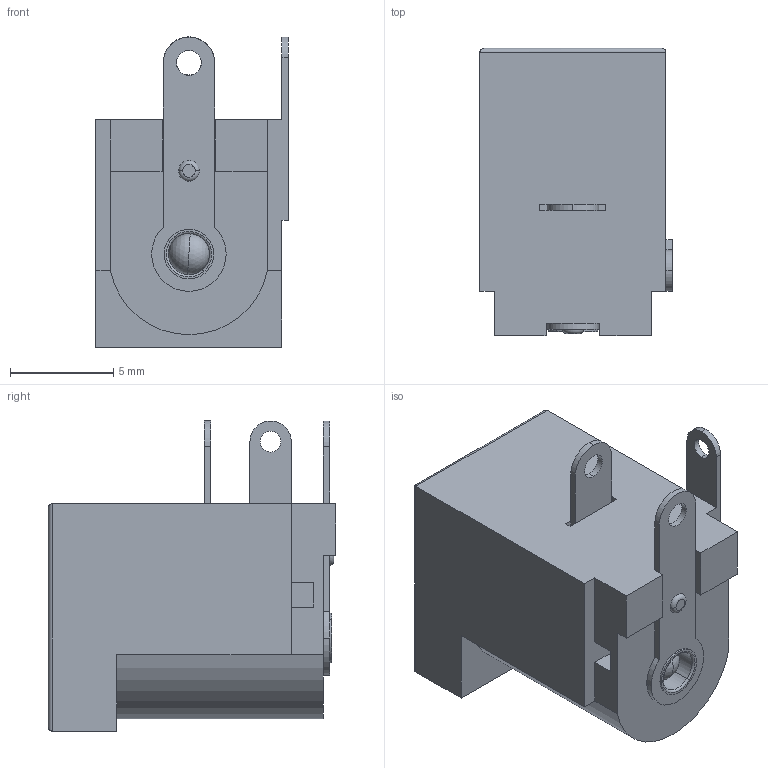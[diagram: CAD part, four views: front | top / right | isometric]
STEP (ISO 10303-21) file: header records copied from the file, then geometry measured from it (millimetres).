
FILE_DESCRIPTION (( 'STEP AP203' ), '1' );
FILE_NAME ('DC-005-AXXX.STEP', '2023-03-04T01:31:49', ( '' ), ( '' ), 'SwSTEP 2.0', 'SolidWorks 2020', '' );
FILE_SCHEMA (( 'CONFIG_CONTROL_DESIGN' ));
Length unit declared in the file: millimetre
Products named in the file (1): DC-005-AXXX
Bounding box: 9.3 x 13.9 x 15.01 mm (x, y, z)
Volume: 869.2 mm3; surface area: 1135.7 mm2
Topology: 1 solids, 3 shells, 226 faces, 615 edges, 401 vertices
Faces by surface type: plane 152, cylinder 61, torus 6, sphere 4, bspline 3
Entity records: 7180 total; most frequent: CARTESIAN_POINT 1427, ORIENTED_EDGE 1214, DIRECTION 1138, EDGE_CURVE 607, VECTOR 442, LINE 442, VERTEX_POINT 397, AXIS2_PLACEMENT_3D 348
